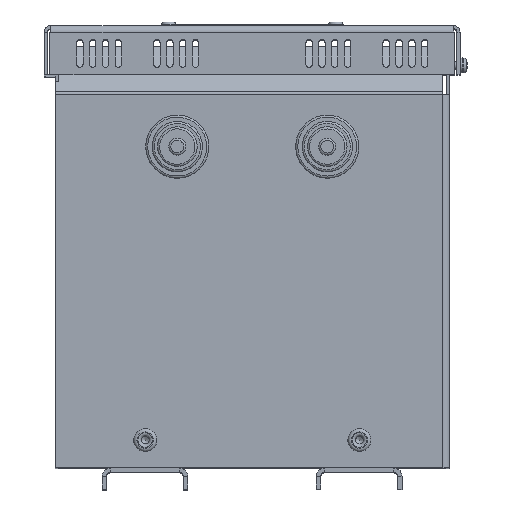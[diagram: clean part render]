
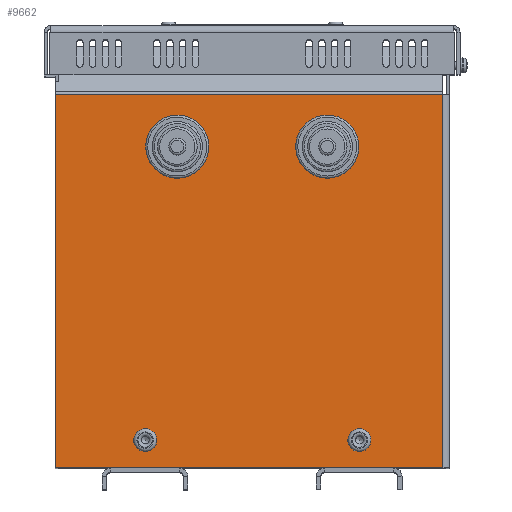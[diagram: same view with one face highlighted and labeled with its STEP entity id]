
A CAD part, top view. The second image highlights one B-rep face of the part: STEP entity #9662.
In plain terms, the highlighted planar face has unit normal (0, 0, 1).
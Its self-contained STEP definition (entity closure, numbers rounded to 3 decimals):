
#331=FACE_BOUND('',#1935,.T.);
#332=FACE_BOUND('',#1936,.T.);
#333=FACE_BOUND('',#1937,.T.);
#334=FACE_BOUND('',#1938,.T.);
#589=CIRCLE('',#10266,2.5);
#591=CIRCLE('',#10269,2.5);
#594=CIRCLE('',#10276,11.);
#596=CIRCLE('',#10279,11.);
#1303=FACE_OUTER_BOUND('',#1934,.T.);
#1934=EDGE_LOOP('',(#6995,#6996,#6997,#6998));
#1935=EDGE_LOOP('',(#6999));
#1936=EDGE_LOOP('',(#7000));
#1937=EDGE_LOOP('',(#7001));
#1938=EDGE_LOOP('',(#7002));
#2786=LINE('',#14517,#3629);
#2821=LINE('',#14605,#3664);
#2841=LINE('',#14655,#3684);
#2844=LINE('',#14666,#3687);
#3629=VECTOR('',#11531,10.);
#3664=VECTOR('',#11622,10.);
#3684=VECTOR('',#11686,10.);
#3687=VECTOR('',#11703,10.);
#4450=VERTEX_POINT('',#14481);
#4452=VERTEX_POINT('',#14486);
#4455=VERTEX_POINT('',#14496);
#4457=VERTEX_POINT('',#14501);
#4462=VERTEX_POINT('',#14514);
#4463=VERTEX_POINT('',#14516);
#4488=VERTEX_POINT('',#14603);
#4496=VERTEX_POINT('',#14648);
#5374=EDGE_CURVE('',#4450,#4450,#589,.T.);
#5376=EDGE_CURVE('',#4452,#4452,#591,.T.);
#5379=EDGE_CURVE('',#4455,#4455,#594,.T.);
#5381=EDGE_CURVE('',#4457,#4457,#596,.T.);
#5388=EDGE_CURVE('',#4462,#4463,#2786,.T.);
#5434=EDGE_CURVE('',#4488,#4462,#2821,.T.);
#5459=EDGE_CURVE('',#4496,#4463,#2841,.T.);
#5465=EDGE_CURVE('',#4488,#4496,#2844,.T.);
#6995=ORIENTED_EDGE('',*,*,#5459,.T.);
#6996=ORIENTED_EDGE('',*,*,#5388,.F.);
#6997=ORIENTED_EDGE('',*,*,#5434,.F.);
#6998=ORIENTED_EDGE('',*,*,#5465,.T.);
#6999=ORIENTED_EDGE('',*,*,#5374,.T.);
#7000=ORIENTED_EDGE('',*,*,#5376,.T.);
#7001=ORIENTED_EDGE('',*,*,#5379,.T.);
#7002=ORIENTED_EDGE('',*,*,#5381,.T.);
#9288=PLANE('',#10343);
#9662=ADVANCED_FACE('',(#1303,#331,#332,#333,#334),#9288,.T.);
#10266=AXIS2_PLACEMENT_3D('',#14482,#11492,#11493);
#10269=AXIS2_PLACEMENT_3D('',#14487,#11498,#11499);
#10276=AXIS2_PLACEMENT_3D('',#14497,#11512,#11513);
#10279=AXIS2_PLACEMENT_3D('',#14502,#11518,#11519);
#10343=AXIS2_PLACEMENT_3D('',#14671,#11711,#11712);
#11492=DIRECTION('center_axis',(0.,0.,-1.));
#11493=DIRECTION('ref_axis',(-1.,0.,0.));
#11498=DIRECTION('center_axis',(0.,0.,-1.));
#11499=DIRECTION('ref_axis',(-1.,0.,0.));
#11512=DIRECTION('center_axis',(0.,0.,-1.));
#11513=DIRECTION('ref_axis',(1.,0.,0.));
#11518=DIRECTION('center_axis',(0.,0.,-1.));
#11519=DIRECTION('ref_axis',(1.,0.,0.));
#11531=DIRECTION('',(0.,1.,0.));
#11622=DIRECTION('',(-1.,0.,0.));
#11686=DIRECTION('',(-1.,0.,0.));
#11703=DIRECTION('',(0.,1.,0.));
#11711=DIRECTION('center_axis',(0.,0.,1.));
#11712=DIRECTION('ref_axis',(1.,0.,0.));
#14481=CARTESIAN_POINT('',(44.5,13.,1.5));
#14482=CARTESIAN_POINT('Origin',(42.,13.,1.5));
#14486=CARTESIAN_POINT('',(144.5,13.,1.5));
#14487=CARTESIAN_POINT('Origin',(142.,13.,1.5));
#14496=CARTESIAN_POINT('',(138.,150.,1.5));
#14497=CARTESIAN_POINT('Origin',(127.,150.,1.5));
#14501=CARTESIAN_POINT('',(68.,150.,1.5));
#14502=CARTESIAN_POINT('Origin',(57.,150.,1.5));
#14514=CARTESIAN_POINT('',(0.,0.,1.5));
#14516=CARTESIAN_POINT('',(0.,174.196,1.5));
#14517=CARTESIAN_POINT('',(0.,175.,1.5));
#14603=CARTESIAN_POINT('',(181.,0.,1.5));
#14605=CARTESIAN_POINT('',(0.,0.,1.5));
#14648=CARTESIAN_POINT('',(181.,174.196,1.5));
#14655=CARTESIAN_POINT('',(46.,174.196,1.5));
#14666=CARTESIAN_POINT('',(181.,43.75,1.5));
#14671=CARTESIAN_POINT('Origin',(92.,87.5,1.5));
